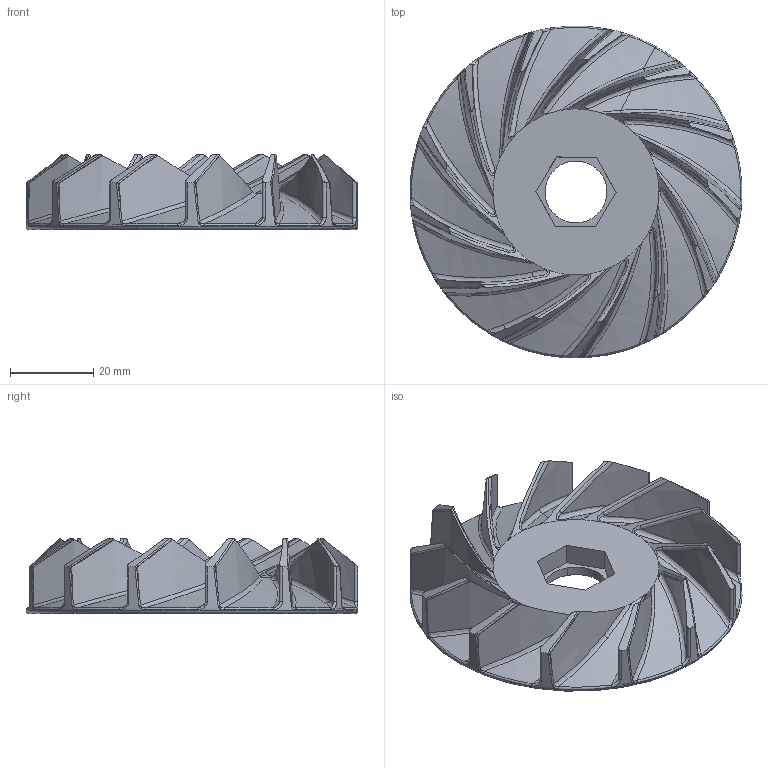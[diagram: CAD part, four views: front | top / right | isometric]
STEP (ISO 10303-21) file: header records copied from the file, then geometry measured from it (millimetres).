
FILE_DESCRIPTION(('CATIA V5 STEP Exchange'),'2;1');
FILE_NAME('Ventilator.stp','2017-11-24T06:28:58+00:00',('none'),('none'),'CATIA Version 5 Release 18 SP 8 (IN-10)','CATIA V5 STEP AP203','none');
FILE_SCHEMA(('CONFIG_CONTROL_DESIGN'));
Length unit declared in the file: millimetre
Products named in the file (1): Part1
Bounding box: 79.98 x 79.99 x 18.08 mm (x, y, z)
Volume: 30939 mm3; surface area: 16924.6 mm2
Topology: 1 solids, 1 shells, 305 faces, 790 edges, 489 vertices
Faces by surface type: bspline 189, cone 43, extrusion 26, cylinder 17, torus 16, plane 10, revolution 4
Entity records: 25972 total; most frequent: CARTESIAN_POINT 20436, ORIENTED_EDGE 1580, EDGE_CURVE 790, B_SPLINE_CURVE_WITH_KNOTS 647, VERTEX_POINT 489, DIRECTION 335, EDGE_LOOP 309, ADVANCED_FACE 305
